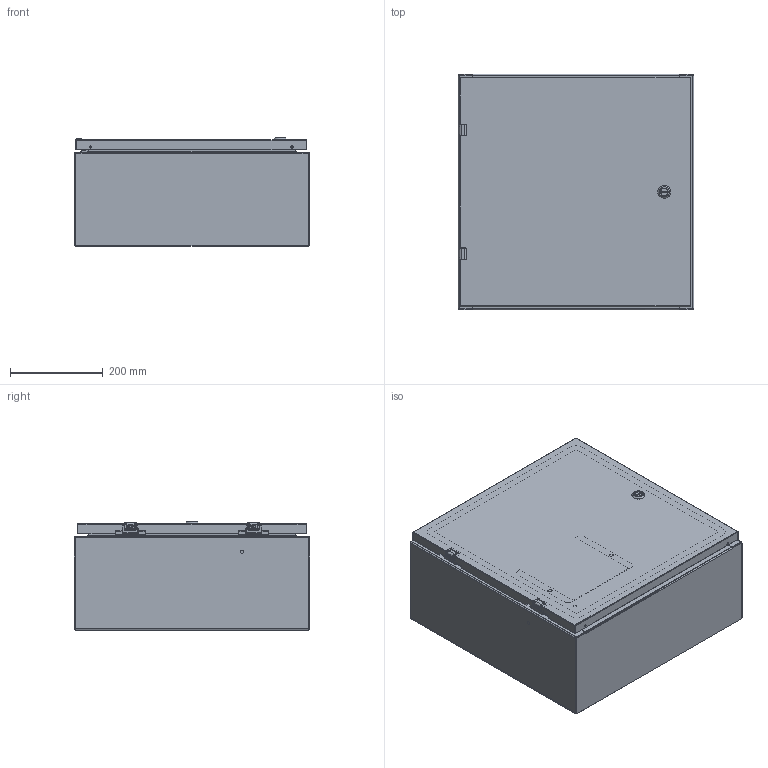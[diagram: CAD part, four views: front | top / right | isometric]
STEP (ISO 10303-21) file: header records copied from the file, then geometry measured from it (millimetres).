
FILE_DESCRIPTION (( 'STEP AP214' ), '1' );
FILE_NAME ('SCE-20EL2008LP.STEP', '2022-09-30T09:18:45', ( '' ), ( '' ), 'SwSTEP 2.0', 'SolidWorks 2021', '' );
FILE_SCHEMA (( 'AUTOMOTIVE_DESIGN' ));
Length unit declared in the file: inch
Products named in the file (1): SCE-20EL2008LP
Bounding box: 508 x 508 x 234.45 mm (x, y, z)
Volume: 2778496.5 mm3; surface area: 2665054.2 mm2
Topology: 41 solids, 41 shells, 2404 faces, 6378 edges, 4015 vertices
Faces by surface type: plane 918, cylinder 694, bspline 597, cone 95, torus 64, sphere 36
Entity records: 136922 total; most frequent: CARTESIAN_POINT 50513, ORIENTED_EDGE 12572, DIRECTION 9877, EDGE_CURVE 6286, VERTEX_POINT 4015, AXIS2_PLACEMENT_3D 3640, VECTOR 2597, LINE 2597
